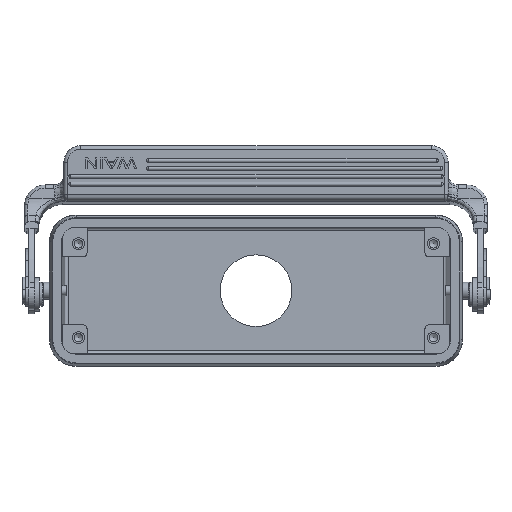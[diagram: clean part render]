
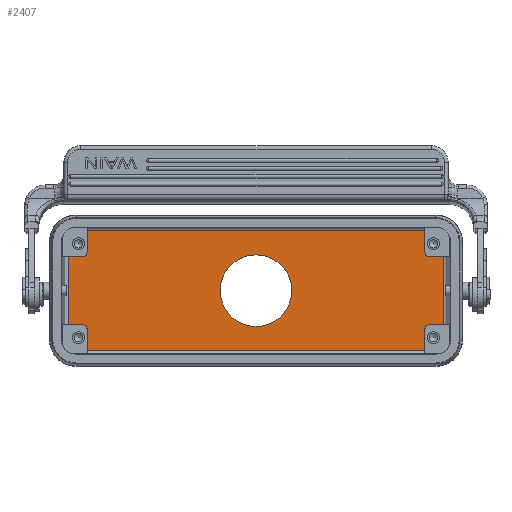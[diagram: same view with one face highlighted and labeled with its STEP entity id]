
A CAD part, front view. The second image highlights one B-rep face of the part: STEP entity #2407.
In plain terms, the highlighted planar face has unit normal (0, -1, 0).
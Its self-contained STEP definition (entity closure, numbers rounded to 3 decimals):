
#2407=ADVANCED_FACE('',(#3799,#3800),#3351,.F.);
#3351=PLANE('',#21878);
#3799=FACE_BOUND('',#4621,.T.);
#3800=FACE_BOUND('',#4622,.T.);
#4621=EDGE_LOOP('',(#11906));
#4622=EDGE_LOOP('',(#11907,#11908,#11909,#11910,#11911,#11912,#11913,#11914,
#11915,#11916,#11917,#11918,#11919,#11920,#11921,#11922));
#6598=LINE('',#33956,#8344);
#6600=LINE('',#33960,#8346);
#6602=LINE('',#33966,#8348);
#6609=LINE('',#33986,#8355);
#6612=LINE('',#33994,#8358);
#6627=LINE('',#34035,#8373);
#6629=LINE('',#34038,#8375);
#6633=LINE('',#34055,#8379);
#6634=LINE('',#34056,#8380);
#6635=LINE('',#34058,#8381);
#6636=LINE('',#34060,#8382);
#6637=LINE('',#34064,#8383);
#8344=VECTOR('',#25778,1.);
#8346=VECTOR('',#25782,1.);
#8348=VECTOR('',#25788,1.);
#8355=VECTOR('',#25807,1.);
#8358=VECTOR('',#25814,1.);
#8373=VECTOR('',#25851,1.);
#8375=VECTOR('',#25855,1.);
#8379=VECTOR('',#25871,1.);
#8380=VECTOR('',#25872,1.);
#8381=VECTOR('',#25873,1.);
#8382=VECTOR('',#25874,1.);
#8383=VECTOR('',#25877,1.);
#11906=ORIENTED_EDGE('',*,*,#18608,.F.);
#11907=ORIENTED_EDGE('',*,*,#18579,.T.);
#11908=ORIENTED_EDGE('',*,*,#18575,.T.);
#11909=ORIENTED_EDGE('',*,*,#18569,.F.);
#11910=ORIENTED_EDGE('',*,*,#18565,.T.);
#11911=ORIENTED_EDGE('',*,*,#18562,.T.);
#11912=ORIENTED_EDGE('',*,*,#18560,.T.);
#11913=ORIENTED_EDGE('',*,*,#18556,.F.);
#11914=ORIENTED_EDGE('',*,*,#18599,.T.);
#11915=ORIENTED_EDGE('',*,*,#18601,.T.);
#11916=ORIENTED_EDGE('',*,*,#18609,.F.);
#11917=ORIENTED_EDGE('',*,*,#18606,.F.);
#11918=ORIENTED_EDGE('',*,*,#18610,.F.);
#11919=ORIENTED_EDGE('',*,*,#18611,.F.);
#11920=ORIENTED_EDGE('',*,*,#18612,.F.);
#11921=ORIENTED_EDGE('',*,*,#18613,.F.);
#11922=ORIENTED_EDGE('',*,*,#18614,.F.);
#16131=VERTEX_POINT('',#33943);
#16133=VERTEX_POINT('',#33947);
#16135=VERTEX_POINT('',#33952);
#16138=VERTEX_POINT('',#33961);
#16140=VERTEX_POINT('',#33967);
#16143=VERTEX_POINT('',#33975);
#16147=VERTEX_POINT('',#33987);
#16150=VERTEX_POINT('',#33995);
#16163=VERTEX_POINT('',#34033);
#16165=VERTEX_POINT('',#34039);
#16169=VERTEX_POINT('',#34048);
#16170=VERTEX_POINT('',#34050);
#16171=VERTEX_POINT('',#34054);
#16172=VERTEX_POINT('',#34057);
#16173=VERTEX_POINT('',#34059);
#16174=VERTEX_POINT('',#34061);
#16175=VERTEX_POINT('',#34063);
#18556=EDGE_CURVE('',#16133,#16131,#20423,.T.);
#18560=EDGE_CURVE('',#16135,#16131,#6598,.T.);
#18562=EDGE_CURVE('',#16138,#16135,#6600,.T.);
#18565=EDGE_CURVE('',#16140,#16138,#6602,.T.);
#18569=EDGE_CURVE('',#16140,#16143,#20427,.T.);
#18575=EDGE_CURVE('',#16147,#16143,#6609,.T.);
#18579=EDGE_CURVE('',#16150,#16147,#6612,.T.);
#18599=EDGE_CURVE('',#16133,#16163,#6627,.T.);
#18601=EDGE_CURVE('',#16163,#16165,#6629,.T.);
#18606=EDGE_CURVE('',#16169,#16170,#20433,.T.);
#18608=EDGE_CURVE('',#16171,#16171,#20434,.T.);
#18609=EDGE_CURVE('',#16170,#16165,#6633,.T.);
#18610=EDGE_CURVE('',#16172,#16169,#6634,.T.);
#18611=EDGE_CURVE('',#16173,#16172,#6635,.T.);
#18612=EDGE_CURVE('',#16174,#16173,#6636,.T.);
#18613=EDGE_CURVE('',#16175,#16174,#20435,.T.);
#18614=EDGE_CURVE('',#16150,#16175,#6637,.T.);
#20423=CIRCLE('',#21845,1.154);
#20427=CIRCLE('',#21853,1.154);
#20433=CIRCLE('',#21874,1.154);
#20434=CIRCLE('',#21876,10.5);
#20435=CIRCLE('',#21877,1.154);
#21845=AXIS2_PLACEMENT_3D('',#33948,#25770,#25771);
#21853=AXIS2_PLACEMENT_3D('',#33974,#25795,#25796);
#21874=AXIS2_PLACEMENT_3D('',#34049,#25864,#25865);
#21876=AXIS2_PLACEMENT_3D('',#34053,#25869,#25870);
#21877=AXIS2_PLACEMENT_3D('',#34062,#25875,#25876);
#21878=AXIS2_PLACEMENT_3D('',#34065,#25878,#25879);
#25770=DIRECTION('',(0.,-1.,0.));
#25771=DIRECTION('',(1.,0.,0.));
#25778=DIRECTION('',(1.,0.,0.));
#25782=DIRECTION('',(0.,0.,-1.));
#25788=DIRECTION('',(-1.,0.,0.));
#25795=DIRECTION('',(0.,-1.,0.));
#25796=DIRECTION('',(0.,0.,-1.));
#25807=DIRECTION('',(0.,0.,-1.));
#25814=DIRECTION('',(-1.,0.,0.));
#25851=DIRECTION('',(0.,0.,-1.));
#25855=DIRECTION('',(1.,0.,0.));
#25864=DIRECTION('',(0.,-1.,0.));
#25865=DIRECTION('',(0.,0.,1.));
#25869=DIRECTION('',(0.,-1.,0.));
#25870=DIRECTION('',(1.,0.,0.));
#25871=DIRECTION('',(0.,0.,-1.));
#25872=DIRECTION('',(-1.,0.,0.));
#25873=DIRECTION('',(0.,0.,-1.));
#25874=DIRECTION('',(1.,0.,0.));
#25875=DIRECTION('',(0.,-1.,0.));
#25876=DIRECTION('',(-1.,0.,0.));
#25877=DIRECTION('',(0.,0.,-1.));
#25878=DIRECTION('',(0.,1.,0.));
#25879=DIRECTION('',(-1.,0.,0.));
#33943=CARTESIAN_POINT('',(-50.654,52.,-10.));
#33947=CARTESIAN_POINT('',(-49.5,52.,-11.154));
#33948=CARTESIAN_POINT('',(-50.654,52.,-11.154));
#33952=CARTESIAN_POINT('',(-55.072,52.,-10.));
#33956=CARTESIAN_POINT('',(0.,52.,-10.));
#33960=CARTESIAN_POINT('',(-55.072,52.,0.));
#33961=CARTESIAN_POINT('',(-55.072,52.,10.));
#33966=CARTESIAN_POINT('',(-50.654,52.,10.));
#33967=CARTESIAN_POINT('',(-50.654,52.,10.));
#33974=CARTESIAN_POINT('',(-50.654,52.,11.154));
#33975=CARTESIAN_POINT('',(-49.5,52.,11.154));
#33986=CARTESIAN_POINT('',(-49.5,52.,0.));
#33987=CARTESIAN_POINT('',(-49.5,52.,17.5));
#33994=CARTESIAN_POINT('',(49.5,52.,17.5));
#33995=CARTESIAN_POINT('',(49.5,52.,17.5));
#34033=CARTESIAN_POINT('',(-49.5,52.,-17.5));
#34035=CARTESIAN_POINT('',(-49.5,52.,-11.154));
#34038=CARTESIAN_POINT('',(-49.5,52.,-17.5));
#34039=CARTESIAN_POINT('',(49.5,52.,-17.5));
#34048=CARTESIAN_POINT('',(50.654,52.,-10.));
#34049=CARTESIAN_POINT('',(50.654,52.,-11.154));
#34050=CARTESIAN_POINT('',(49.5,52.,-11.154));
#34053=CARTESIAN_POINT('',(0.,52.,0.));
#34054=CARTESIAN_POINT('',(10.5,52.,0.));
#34055=CARTESIAN_POINT('',(49.5,52.,-11.154));
#34056=CARTESIAN_POINT('',(55.072,52.,-10.));
#34057=CARTESIAN_POINT('',(55.072,52.,-10.));
#34058=CARTESIAN_POINT('',(55.072,52.,0.));
#34059=CARTESIAN_POINT('',(55.072,52.,10.));
#34060=CARTESIAN_POINT('',(-53.742,52.,10.));
#34061=CARTESIAN_POINT('',(50.654,52.,10.));
#34062=CARTESIAN_POINT('',(50.654,52.,11.154));
#34063=CARTESIAN_POINT('',(49.5,52.,11.154));
#34064=CARTESIAN_POINT('',(49.5,52.,-14.827));
#34065=CARTESIAN_POINT('',(0.,52.,0.));
